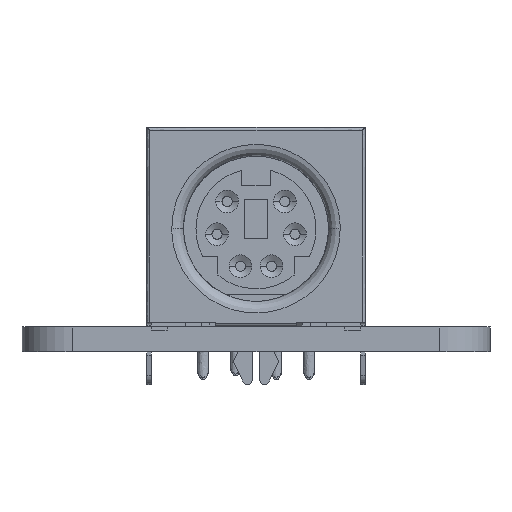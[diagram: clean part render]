
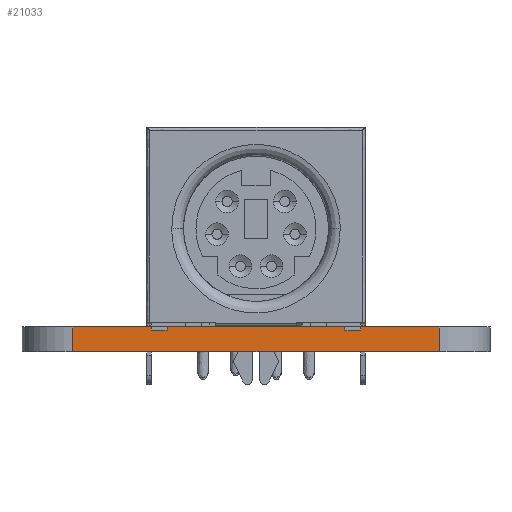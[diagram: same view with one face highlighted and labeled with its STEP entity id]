
A CAD part, left-side view. The second image highlights one B-rep face of the part: STEP entity #21033.
In plain terms, the highlighted planar face has unit normal (-1, 0, 0).
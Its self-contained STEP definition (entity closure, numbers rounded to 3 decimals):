
#18220 = PLANE('',#18221);
#18221 = AXIS2_PLACEMENT_3D('',#18222,#18223,#18224);
#18222 = CARTESIAN_POINT('',(130.,-105.,1.6));
#18223 = DIRECTION('',(-0.,-0.,-1.));
#18224 = DIRECTION('',(-1.,0.,0.));
#18248 = CYLINDRICAL_SURFACE('',#18249,3.25);
#18249 = AXIS2_PLACEMENT_3D('',#18250,#18251,#18252);
#18250 = CARTESIAN_POINT('',(103.25,-116.75,0.));
#18251 = DIRECTION('',(-0.,-0.,-1.));
#18252 = DIRECTION('',(1.,0.,-0.));
#18274 = PLANE('',#18275);
#18275 = AXIS2_PLACEMENT_3D('',#18276,#18277,#18278);
#18276 = CARTESIAN_POINT('',(130.,-105.,0.));
#18277 = DIRECTION('',(-0.,-0.,-1.));
#18278 = DIRECTION('',(-1.,0.,0.));
#18375 = EDGE_CURVE('',#18376,#18378,#18380,.T.);
#18376 = VERTEX_POINT('',#18377);
#18377 = CARTESIAN_POINT('',(100.,-116.75,0.));
#18378 = VERTEX_POINT('',#18379);
#18379 = CARTESIAN_POINT('',(100.,-116.75,1.6));
#18380 = SURFACE_CURVE('',#18381,(#18385,#18392),.PCURVE_S1.);
#18381 = LINE('',#18382,#18383);
#18382 = CARTESIAN_POINT('',(100.,-116.75,0.));
#18383 = VECTOR('',#18384,1.);
#18384 = DIRECTION('',(0.,0.,1.));
#18385 = PCURVE('',#18248,#18386);
#18386 = DEFINITIONAL_REPRESENTATION('',(#18387),#18391);
#18387 = LINE('',#18388,#18389);
#18388 = CARTESIAN_POINT('',(-3.142,0.));
#18389 = VECTOR('',#18390,1.);
#18390 = DIRECTION('',(-0.,-1.));
#18391 = ( GEOMETRIC_REPRESENTATION_CONTEXT(2) 
PARAMETRIC_REPRESENTATION_CONTEXT() REPRESENTATION_CONTEXT('2D SPACE',''
  ) );
#18392 = PCURVE('',#18393,#18398);
#18393 = PLANE('',#18394);
#18394 = AXIS2_PLACEMENT_3D('',#18395,#18396,#18397);
#18395 = CARTESIAN_POINT('',(100.,-116.75,0.));
#18396 = DIRECTION('',(-1.,0.,0.));
#18397 = DIRECTION('',(0.,1.,0.));
#18398 = DEFINITIONAL_REPRESENTATION('',(#18399),#18403);
#18399 = LINE('',#18400,#18401);
#18400 = CARTESIAN_POINT('',(0.,0.));
#18401 = VECTOR('',#18402,1.);
#18402 = DIRECTION('',(0.,-1.));
#18403 = ( GEOMETRIC_REPRESENTATION_CONTEXT(2) 
PARAMETRIC_REPRESENTATION_CONTEXT() REPRESENTATION_CONTEXT('2D SPACE',''
  ) );
#18463 = EDGE_CURVE('',#18376,#18464,#18466,.T.);
#18464 = VERTEX_POINT('',#18465);
#18465 = CARTESIAN_POINT('',(100.,-93.25,0.));
#18466 = SURFACE_CURVE('',#18467,(#18471,#18478),.PCURVE_S1.);
#18467 = LINE('',#18468,#18469);
#18468 = CARTESIAN_POINT('',(100.,-116.75,0.));
#18469 = VECTOR('',#18470,1.);
#18470 = DIRECTION('',(0.,1.,0.));
#18471 = PCURVE('',#18274,#18472);
#18472 = DEFINITIONAL_REPRESENTATION('',(#18473),#18477);
#18473 = LINE('',#18474,#18475);
#18474 = CARTESIAN_POINT('',(30.,-11.75));
#18475 = VECTOR('',#18476,1.);
#18476 = DIRECTION('',(0.,1.));
#18477 = ( GEOMETRIC_REPRESENTATION_CONTEXT(2) 
PARAMETRIC_REPRESENTATION_CONTEXT() REPRESENTATION_CONTEXT('2D SPACE',''
  ) );
#18478 = PCURVE('',#18393,#18479);
#18479 = DEFINITIONAL_REPRESENTATION('',(#18480),#18484);
#18480 = LINE('',#18481,#18482);
#18481 = CARTESIAN_POINT('',(0.,0.));
#18482 = VECTOR('',#18483,1.);
#18483 = DIRECTION('',(1.,0.));
#18484 = ( GEOMETRIC_REPRESENTATION_CONTEXT(2) 
PARAMETRIC_REPRESENTATION_CONTEXT() REPRESENTATION_CONTEXT('2D SPACE',''
  ) );
#18507 = CYLINDRICAL_SURFACE('',#18508,3.25);
#18508 = AXIS2_PLACEMENT_3D('',#18509,#18510,#18511);
#18509 = CARTESIAN_POINT('',(103.25,-93.25,0.));
#18510 = DIRECTION('',(-0.,-0.,-1.));
#18511 = DIRECTION('',(1.,0.,-0.));
#19835 = EDGE_CURVE('',#18378,#19836,#19838,.T.);
#19836 = VERTEX_POINT('',#19837);
#19837 = CARTESIAN_POINT('',(100.,-93.25,1.6));
#19838 = SURFACE_CURVE('',#19839,(#19843,#19850),.PCURVE_S1.);
#19839 = LINE('',#19840,#19841);
#19840 = CARTESIAN_POINT('',(100.,-116.75,1.6));
#19841 = VECTOR('',#19842,1.);
#19842 = DIRECTION('',(0.,1.,0.));
#19843 = PCURVE('',#18220,#19844);
#19844 = DEFINITIONAL_REPRESENTATION('',(#19845),#19849);
#19845 = LINE('',#19846,#19847);
#19846 = CARTESIAN_POINT('',(30.,-11.75));
#19847 = VECTOR('',#19848,1.);
#19848 = DIRECTION('',(0.,1.));
#19849 = ( GEOMETRIC_REPRESENTATION_CONTEXT(2) 
PARAMETRIC_REPRESENTATION_CONTEXT() REPRESENTATION_CONTEXT('2D SPACE',''
  ) );
#19850 = PCURVE('',#18393,#19851);
#19851 = DEFINITIONAL_REPRESENTATION('',(#19852),#19856);
#19852 = LINE('',#19853,#19854);
#19853 = CARTESIAN_POINT('',(0.,-1.6));
#19854 = VECTOR('',#19855,1.);
#19855 = DIRECTION('',(1.,0.));
#19856 = ( GEOMETRIC_REPRESENTATION_CONTEXT(2) 
PARAMETRIC_REPRESENTATION_CONTEXT() REPRESENTATION_CONTEXT('2D SPACE',''
  ) );
#21033 = ADVANCED_FACE('',(#21034),#18393,.T.);
#21034 = FACE_BOUND('',#21035,.T.);
#21035 = EDGE_LOOP('',(#21036,#21037,#21038,#21059));
#21036 = ORIENTED_EDGE('',*,*,#18375,.T.);
#21037 = ORIENTED_EDGE('',*,*,#19835,.T.);
#21038 = ORIENTED_EDGE('',*,*,#21039,.F.);
#21039 = EDGE_CURVE('',#18464,#19836,#21040,.T.);
#21040 = SURFACE_CURVE('',#21041,(#21045,#21052),.PCURVE_S1.);
#21041 = LINE('',#21042,#21043);
#21042 = CARTESIAN_POINT('',(100.,-93.25,0.));
#21043 = VECTOR('',#21044,1.);
#21044 = DIRECTION('',(0.,0.,1.));
#21045 = PCURVE('',#18393,#21046);
#21046 = DEFINITIONAL_REPRESENTATION('',(#21047),#21051);
#21047 = LINE('',#21048,#21049);
#21048 = CARTESIAN_POINT('',(23.5,0.));
#21049 = VECTOR('',#21050,1.);
#21050 = DIRECTION('',(0.,-1.));
#21051 = ( GEOMETRIC_REPRESENTATION_CONTEXT(2) 
PARAMETRIC_REPRESENTATION_CONTEXT() REPRESENTATION_CONTEXT('2D SPACE',''
  ) );
#21052 = PCURVE('',#18507,#21053);
#21053 = DEFINITIONAL_REPRESENTATION('',(#21054),#21058);
#21054 = LINE('',#21055,#21056);
#21055 = CARTESIAN_POINT('',(-3.142,0.));
#21056 = VECTOR('',#21057,1.);
#21057 = DIRECTION('',(-0.,-1.));
#21058 = ( GEOMETRIC_REPRESENTATION_CONTEXT(2) 
PARAMETRIC_REPRESENTATION_CONTEXT() REPRESENTATION_CONTEXT('2D SPACE',''
  ) );
#21059 = ORIENTED_EDGE('',*,*,#18463,.F.);
